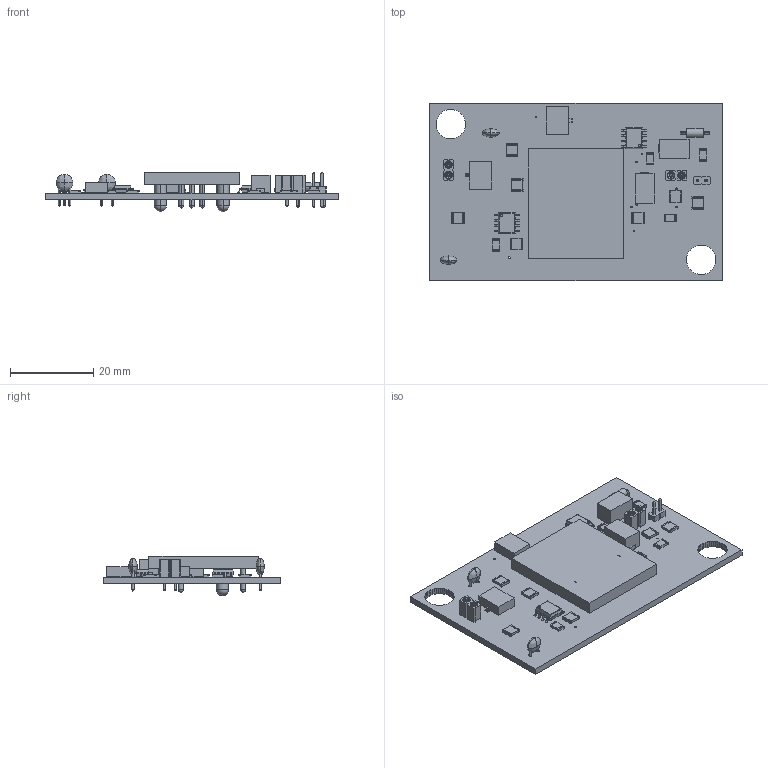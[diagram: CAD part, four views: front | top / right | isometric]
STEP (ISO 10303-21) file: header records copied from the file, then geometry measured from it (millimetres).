
FILE_DESCRIPTION(('PCB Model'),'2;1');
FILE_NAME('amplifier_3 for SOLID.STEP' ,'2021-04-28T13:17:04',('Crour Vult'),('Unspecified'), 'Open CASCADE STEP processor 6.8','Proteus','Unknown');
FILE_SCHEMA(('AUTOMOTIVE_DESIGN { 1 0 10303 214 1 1 1 1 }'));
Length unit declared in the file: millimetre
Products named in the file (69): Open CASCADE STEP translator 6.8 1; Layer_1; J1; Open CASCADE STEP translator 6.8 1.2.1; Body_1; Pin_1; Pin_2; Pin_3; Pin_4; Pin_5; Pin_6; Pin_7; RV2; Open CASCADE STEP translator 6.8 1.3.1; V1; Open CASCADE STEP translator 6.8 1.4.1; RV11; D1; Open CASCADE STEP translator 6.8 1.6.1; C3; Open CASCADE STEP translator 6.8 1.7.1; R7; Open CASCADE STEP translator 6.8 1.8.1; J2; Open CASCADE STEP translator 6.8 1.9.1; M22-201_ASM|Next_assembly_relationship;M22-201-MOULD; M22-201_ASM|Next_assembly_relationship;M22-201-PIN; BAT1; Open CASCADE STEP translator 6.8 1.10.1; C4; R6; Open CASCADE STEP translator 6.8 1.12.1; R8; C1; Open CASCADE STEP translator 6.8 1.14.1; R2; C22; R22; U1; Open CASCADE STEP translator 6.8 1.18.1 ...
Assembly tree (82 placements, depth 5):
  Open CASCADE STEP translator 6.8 1
    Layer_1
    J1
      Open CASCADE STEP translator 6.8 1.2.1
        Body_1
        Pin_1
        Pin_2
        Pin_3
        Pin_4
        Pin_5
        Pin_6
        Pin_7
    RV2
      Open CASCADE STEP translator 6.8 1.3.1
        Body_1
        Pin_1
    V1
      Open CASCADE STEP translator 6.8 1.4.1
        Body_1
    RV11
      Open CASCADE STEP translator 6.8 1.3.1
        Body_1
        Pin_1
    D1
      Open CASCADE STEP translator 6.8 1.6.1
        Body_1
        Pin_1
        Pin_2
    C3
      Open CASCADE STEP translator 6.8 1.7.1
        Body_1
        Pin_1
        Pin_2
    R7
      Open CASCADE STEP translator 6.8 1.8.1
        Body_1
        Pin_1
        Pin_2
    J2
      Open CASCADE STEP translator 6.8 1.9.1
        Body_1
          M22-201_ASM|Next_assembly_relationship;M22-201-MOULD
          M22-201_ASM|Next_assembly_relationship;M22-201-PIN
          M22-201_ASM|Next_assembly_relationship;M22-201-PIN
    BAT1
      Open CASCADE STEP translator 6.8 1.10.1
        Body_1
    C4
      Open CASCADE STEP translator 6.8 1.7.1
        Body_1
        Pin_1
        Pin_2
    R6
      Open CASCADE STEP translator 6.8 1.12.1
        Body_1
        Pin_1
        Pin_2
    R8
      Open CASCADE STEP translator 6.8 1.8.1
        Body_1
Bounding box: 70 x 42.5 x 9.45 mm (x, y, z)
Volume: 7295.5 mm3; surface area: 9746.4 mm2
Topology: 68 solids, 68 shells, 1058 faces, 2554 edges, 1566 vertices
Faces by surface type: plane 616, cylinder 216, cone 80, bspline 76, sphere 56, torus 12, extrusion 2
Entity records: 22996 total; most frequent: CARTESIAN_POINT 3580, DIRECTION 3008, ORIENTED_EDGE 2948, EDGE_CURVE 1474, VECTOR 1016, LINE 1014, AXIS2_PLACEMENT_3D 996, VERTEX_POINT 934
